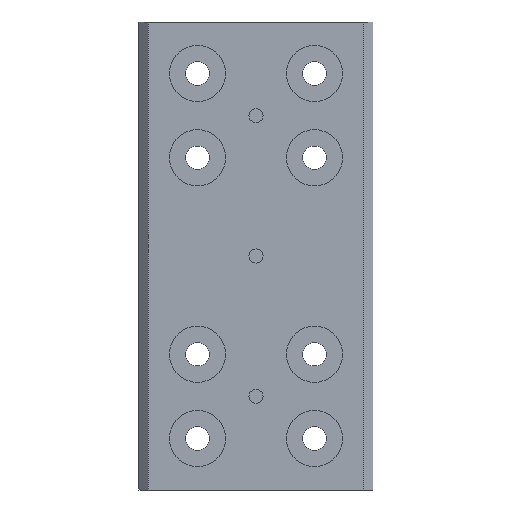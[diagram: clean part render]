
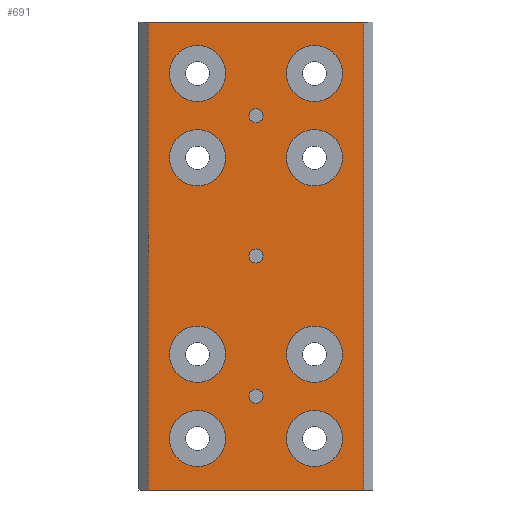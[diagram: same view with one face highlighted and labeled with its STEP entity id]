
A CAD part, front view. The second image highlights one B-rep face of the part: STEP entity #691.
In plain terms, the highlighted planar face has unit normal (0, -1, 0).
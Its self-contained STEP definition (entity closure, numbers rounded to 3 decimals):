
#31=FACE_BOUND('',#199,.T.);
#32=FACE_BOUND('',#200,.T.);
#33=FACE_BOUND('',#201,.T.);
#34=FACE_BOUND('',#202,.T.);
#35=FACE_BOUND('',#203,.T.);
#36=FACE_BOUND('',#204,.T.);
#37=FACE_BOUND('',#205,.T.);
#38=FACE_BOUND('',#206,.T.);
#39=FACE_BOUND('',#207,.T.);
#40=FACE_BOUND('',#208,.T.);
#41=FACE_BOUND('',#209,.T.);
#42=CIRCLE('',#713,1.5);
#44=CIRCLE('',#717,1.5);
#46=CIRCLE('',#721,1.5);
#48=CIRCLE('',#725,6.);
#51=CIRCLE('',#730,6.);
#54=CIRCLE('',#735,6.);
#57=CIRCLE('',#740,6.);
#60=CIRCLE('',#745,6.);
#63=CIRCLE('',#750,6.);
#66=CIRCLE('',#755,6.);
#69=CIRCLE('',#760,6.);
#140=FACE_OUTER_BOUND('',#198,.T.);
#198=EDGE_LOOP('',(#612,#613,#614,#615));
#199=EDGE_LOOP('',(#616));
#200=EDGE_LOOP('',(#617));
#201=EDGE_LOOP('',(#618));
#202=EDGE_LOOP('',(#619));
#203=EDGE_LOOP('',(#620));
#204=EDGE_LOOP('',(#621));
#205=EDGE_LOOP('',(#622));
#206=EDGE_LOOP('',(#623));
#207=EDGE_LOOP('',(#624));
#208=EDGE_LOOP('',(#625));
#209=EDGE_LOOP('',(#626));
#211=LINE('',#1003,#260);
#221=LINE('',#1023,#270);
#225=LINE('',#1031,#274);
#235=LINE('',#1049,#284);
#260=VECTOR('',#791,10.);
#270=VECTOR('',#805,10.);
#274=VECTOR('',#811,10.);
#284=VECTOR('',#825,10.);
#309=VERTEX_POINT('',#1000);
#310=VERTEX_POINT('',#1002);
#318=VERTEX_POINT('',#1022);
#321=VERTEX_POINT('',#1030);
#328=VERTEX_POINT('',#1051);
#330=VERTEX_POINT('',#1058);
#332=VERTEX_POINT('',#1065);
#334=VERTEX_POINT('',#1072);
#337=VERTEX_POINT('',#1081);
#340=VERTEX_POINT('',#1090);
#343=VERTEX_POINT('',#1099);
#346=VERTEX_POINT('',#1108);
#349=VERTEX_POINT('',#1117);
#352=VERTEX_POINT('',#1126);
#355=VERTEX_POINT('',#1135);
#367=EDGE_CURVE('',#309,#310,#211,.T.);
#377=EDGE_CURVE('',#318,#310,#221,.T.);
#381=EDGE_CURVE('',#318,#321,#225,.T.);
#391=EDGE_CURVE('',#321,#309,#235,.T.);
#392=EDGE_CURVE('',#328,#328,#42,.T.);
#395=EDGE_CURVE('',#330,#330,#44,.T.);
#398=EDGE_CURVE('',#332,#332,#46,.T.);
#401=EDGE_CURVE('',#334,#334,#48,.T.);
#405=EDGE_CURVE('',#337,#337,#51,.T.);
#409=EDGE_CURVE('',#340,#340,#54,.T.);
#413=EDGE_CURVE('',#343,#343,#57,.T.);
#417=EDGE_CURVE('',#346,#346,#60,.T.);
#421=EDGE_CURVE('',#349,#349,#63,.T.);
#425=EDGE_CURVE('',#352,#352,#66,.T.);
#429=EDGE_CURVE('',#355,#355,#69,.T.);
#612=ORIENTED_EDGE('',*,*,#367,.F.);
#613=ORIENTED_EDGE('',*,*,#391,.F.);
#614=ORIENTED_EDGE('',*,*,#381,.F.);
#615=ORIENTED_EDGE('',*,*,#377,.T.);
#616=ORIENTED_EDGE('',*,*,#392,.T.);
#617=ORIENTED_EDGE('',*,*,#395,.T.);
#618=ORIENTED_EDGE('',*,*,#398,.T.);
#619=ORIENTED_EDGE('',*,*,#401,.T.);
#620=ORIENTED_EDGE('',*,*,#405,.T.);
#621=ORIENTED_EDGE('',*,*,#409,.T.);
#622=ORIENTED_EDGE('',*,*,#413,.T.);
#623=ORIENTED_EDGE('',*,*,#417,.T.);
#624=ORIENTED_EDGE('',*,*,#421,.T.);
#625=ORIENTED_EDGE('',*,*,#425,.T.);
#626=ORIENTED_EDGE('',*,*,#429,.T.);
#649=PLANE('',#785);
#691=ADVANCED_FACE('',(#140,#31,#32,#33,#34,#35,#36,#37,#38,#39,#40,#41),
#649,.F.);
#713=AXIS2_PLACEMENT_3D('',#1052,#828,#829);
#717=AXIS2_PLACEMENT_3D('',#1059,#837,#838);
#721=AXIS2_PLACEMENT_3D('',#1066,#846,#847);
#725=AXIS2_PLACEMENT_3D('',#1073,#855,#856);
#730=AXIS2_PLACEMENT_3D('',#1082,#866,#867);
#735=AXIS2_PLACEMENT_3D('',#1091,#877,#878);
#740=AXIS2_PLACEMENT_3D('',#1100,#888,#889);
#745=AXIS2_PLACEMENT_3D('',#1109,#899,#900);
#750=AXIS2_PLACEMENT_3D('',#1118,#910,#911);
#755=AXIS2_PLACEMENT_3D('',#1127,#921,#922);
#760=AXIS2_PLACEMENT_3D('',#1136,#932,#933);
#785=AXIS2_PLACEMENT_3D('',#1184,#995,#996);
#791=DIRECTION('',(0.,0.,1.));
#805=DIRECTION('',(-1.,0.,0.));
#811=DIRECTION('',(0.,0.,-1.));
#825=DIRECTION('',(-1.,0.,0.));
#828=DIRECTION('center_axis',(0.,1.,0.));
#829=DIRECTION('ref_axis',(1.,0.,0.));
#837=DIRECTION('center_axis',(0.,1.,0.));
#838=DIRECTION('ref_axis',(1.,0.,0.));
#846=DIRECTION('center_axis',(0.,1.,0.));
#847=DIRECTION('ref_axis',(1.,0.,0.));
#855=DIRECTION('center_axis',(0.,1.,0.));
#856=DIRECTION('ref_axis',(1.,0.,0.));
#866=DIRECTION('center_axis',(0.,1.,0.));
#867=DIRECTION('ref_axis',(1.,0.,0.));
#877=DIRECTION('center_axis',(0.,1.,0.));
#878=DIRECTION('ref_axis',(1.,0.,0.));
#888=DIRECTION('center_axis',(0.,1.,0.));
#889=DIRECTION('ref_axis',(1.,0.,0.));
#899=DIRECTION('center_axis',(0.,1.,0.));
#900=DIRECTION('ref_axis',(1.,0.,0.));
#910=DIRECTION('center_axis',(0.,1.,0.));
#911=DIRECTION('ref_axis',(1.,0.,0.));
#921=DIRECTION('center_axis',(0.,1.,0.));
#922=DIRECTION('ref_axis',(1.,0.,0.));
#932=DIRECTION('center_axis',(0.,1.,0.));
#933=DIRECTION('ref_axis',(1.,0.,0.));
#995=DIRECTION('center_axis',(0.,1.,0.));
#996=DIRECTION('ref_axis',(1.,0.,0.));
#1000=CARTESIAN_POINT('',(-23.,0.,-50.));
#1002=CARTESIAN_POINT('',(-23.,0.,50.));
#1003=CARTESIAN_POINT('',(-23.,0.,46.25));
#1022=CARTESIAN_POINT('',(23.,0.,50.));
#1023=CARTESIAN_POINT('',(25.,0.,50.));
#1030=CARTESIAN_POINT('',(23.,0.,-50.));
#1031=CARTESIAN_POINT('',(23.,0.,48.75));
#1049=CARTESIAN_POINT('',(25.,0.,-50.));
#1051=CARTESIAN_POINT('',(-1.5,0.,30.));
#1052=CARTESIAN_POINT('Origin',(0.,0.,30.));
#1058=CARTESIAN_POINT('',(-1.5,0.,0.));
#1059=CARTESIAN_POINT('Origin',(0.,0.,0.));
#1065=CARTESIAN_POINT('',(-1.5,0.,-30.));
#1066=CARTESIAN_POINT('Origin',(0.,0.,-30.));
#1072=CARTESIAN_POINT('',(6.5,0.,-21.));
#1073=CARTESIAN_POINT('Origin',(12.5,0.,-21.));
#1081=CARTESIAN_POINT('',(6.5,0.,39.));
#1082=CARTESIAN_POINT('Origin',(12.5,0.,39.));
#1090=CARTESIAN_POINT('',(-18.5,0.,21.));
#1091=CARTESIAN_POINT('Origin',(-12.5,0.,21.));
#1099=CARTESIAN_POINT('',(-18.5,0.,-39.));
#1100=CARTESIAN_POINT('Origin',(-12.5,0.,-39.));
#1108=CARTESIAN_POINT('',(-18.5,0.,-21.));
#1109=CARTESIAN_POINT('Origin',(-12.5,0.,-21.));
#1117=CARTESIAN_POINT('',(-18.5,0.,39.));
#1118=CARTESIAN_POINT('Origin',(-12.5,0.,39.));
#1126=CARTESIAN_POINT('',(6.5,0.,21.));
#1127=CARTESIAN_POINT('Origin',(12.5,0.,21.));
#1135=CARTESIAN_POINT('',(6.5,0.,-39.));
#1136=CARTESIAN_POINT('Origin',(12.5,0.,-39.));
#1184=CARTESIAN_POINT('Origin',(0.,0.,47.5));
